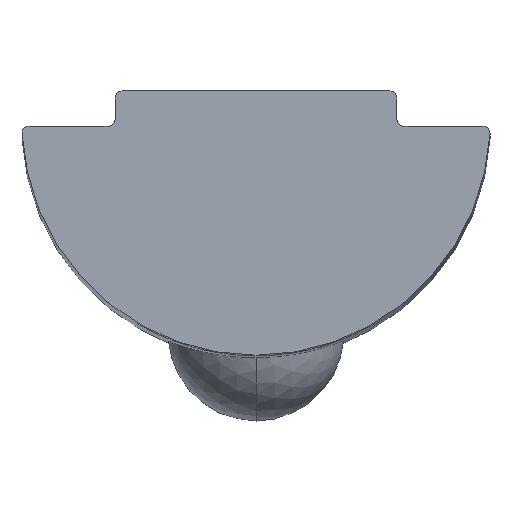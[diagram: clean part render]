
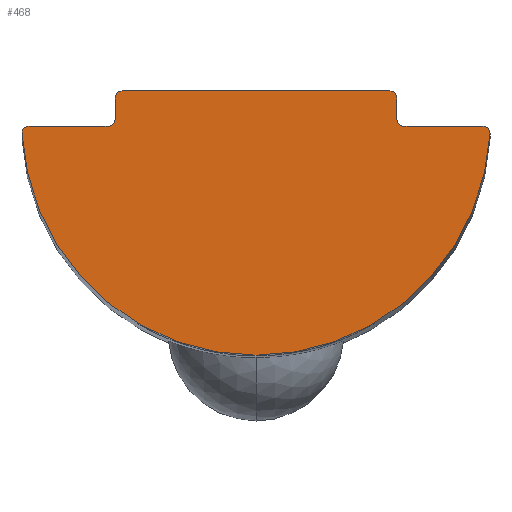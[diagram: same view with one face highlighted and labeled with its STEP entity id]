
A CAD part, top view. The second image highlights one B-rep face of the part: STEP entity #468.
In plain terms, the highlighted planar face has unit normal (0, 0, 1).
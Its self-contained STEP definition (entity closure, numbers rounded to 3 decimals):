
#124 = DIRECTION ( 'NONE',  ( 1., 0., 0. ) ) ;
#125 = DIRECTION ( 'NONE',  ( 0., 0., 1. ) ) ;
#126 = CARTESIAN_POINT ( 'NONE',  ( 0., 0.152, 80. ) ) ;
#240 = DIRECTION ( 'NONE',  ( 1., 0., 0. ) ) ;
#265 = DIRECTION ( 'NONE',  ( 1., 0., 0. ) ) ;
#266 = DIRECTION ( 'NONE',  ( 0., 0., 1. ) ) ;
#267 = CARTESIAN_POINT ( 'NONE',  ( -6.442, -0.2, 80. ) ) ;
#271 = DIRECTION ( 'NONE',  ( 0., 0., 1. ) ) ;
#276 = PLANE ( 'NONE',  #880 ) ;
#303 = CARTESIAN_POINT ( 'NONE',  ( -6.642, -0.2, 80. ) ) ;
#305 = CARTESIAN_POINT ( 'NONE',  ( -6.642, -0.211, 80. ) ) ;
#307 = CARTESIAN_POINT ( 'NONE',  ( 6.642, -0.211, 80. ) ) ;
#319 = CARTESIAN_POINT ( 'NONE',  ( 6.442, 0., 80. ) ) ;
#320 = CARTESIAN_POINT ( 'NONE',  ( 4.2, 0., 80. ) ) ;
#323 = CARTESIAN_POINT ( 'NONE',  ( 4., 0.2, 80. ) ) ;
#324 = CARTESIAN_POINT ( 'NONE',  ( 4., 0.8, 80. ) ) ;
#326 = CARTESIAN_POINT ( 'NONE',  ( 3.8, 1., 80. ) ) ;
#329 = CARTESIAN_POINT ( 'NONE',  ( -4., 0.8, 80. ) ) ;
#330 = CARTESIAN_POINT ( 'NONE',  ( -6.442, 0., 80. ) ) ;
#331 = CARTESIAN_POINT ( 'NONE',  ( -3.8, 1., 80. ) ) ;
#332 = CARTESIAN_POINT ( 'NONE',  ( -4.2, 0., 80. ) ) ;
#339 = CARTESIAN_POINT ( 'NONE',  ( -4., 0.2, 80. ) ) ;
#369 = CARTESIAN_POINT ( 'NONE',  ( 0., 0.152, 80. ) ) ;
#391 = DIRECTION ( 'NONE',  ( 0., 1., 0. ) ) ;
#395 = CARTESIAN_POINT ( 'NONE',  ( 4., 1., 80. ) ) ;
#404 = DIRECTION ( 'NONE',  ( 1., 0., 0. ) ) ;
#405 = DIRECTION ( 'NONE',  ( 0., 0., 1. ) ) ;
#406 = CARTESIAN_POINT ( 'NONE',  ( 3.8, 0.8, 80. ) ) ;
#408 = DIRECTION ( 'NONE',  ( 1., 0., 0. ) ) ;
#409 = DIRECTION ( 'NONE',  ( 0., 0., -1. ) ) ;
#410 = CARTESIAN_POINT ( 'NONE',  ( 4.2, 0.2, 80. ) ) ;
#411 = DIRECTION ( 'NONE',  ( 1., 0., 0. ) ) ;
#412 = DIRECTION ( 'NONE',  ( 0., 0., 1. ) ) ;
#413 = CARTESIAN_POINT ( 'NONE',  ( 6.442, -0.2, 80. ) ) ;
#414 = DIRECTION ( 'NONE',  ( 1., 0., 0. ) ) ;
#415 = DIRECTION ( 'NONE',  ( 0., 0., 1. ) ) ;
#416 = CARTESIAN_POINT ( 'NONE',  ( -6.442, -0.2, 80. ) ) ;
#418 = DIRECTION ( 'NONE',  ( 1., 0., 0. ) ) ;
#419 = DIRECTION ( 'NONE',  ( 0., 0., -1. ) ) ;
#420 = CARTESIAN_POINT ( 'NONE',  ( -4.2, 0.2, 80. ) ) ;
#421 = DIRECTION ( 'NONE',  ( 1., 0., 0. ) ) ;
#423 = DIRECTION ( 'NONE',  ( 0., 0., 1. ) ) ;
#424 = CARTESIAN_POINT ( 'NONE',  ( -3.8, 0.8, 80. ) ) ;
#437 = DIRECTION ( 'NONE',  ( -1., 0., 0. ) ) ;
#439 = CARTESIAN_POINT ( 'NONE',  ( -6.65, 0., 80. ) ) ;
#443 = DIRECTION ( 'NONE',  ( -1., 0., 0. ) ) ;
#444 = DIRECTION ( 'NONE',  ( 0., -1., 0. ) ) ;
#445 = CARTESIAN_POINT ( 'NONE',  ( -4., 0., 80. ) ) ;
#446 = CARTESIAN_POINT ( 'NONE',  ( 4., 0., 80. ) ) ;
#455 = DIRECTION ( 'NONE',  ( -1., 0., 0. ) ) ;
#456 = CARTESIAN_POINT ( 'NONE',  ( -4., 1., 80. ) ) ;
#468 = ADVANCED_FACE ( 'NONE', ( #622 ), #276, .T. ) ;
#526 = CIRCLE ( 'NONE', #836, 0.2 ) ;
#527 = CIRCLE ( 'NONE', #837, 0.2 ) ;
#528 = CIRCLE ( 'NONE', #838, 0.2 ) ;
#530 = CIRCLE ( 'NONE', #839, 0.2 ) ;
#531 = CIRCLE ( 'NONE', #840, 0.2 ) ;
#533 = CIRCLE ( 'NONE', #841, 0.2 ) ;
#537 = VECTOR ( 'NONE', #437, 1000. ) ;
#540 = LINE ( 'NONE', #439, #537 ) ;
#541 = VECTOR ( 'NONE', #444, 1000. ) ;
#544 = LINE ( 'NONE', #445, #541 ) ;
#549 = VECTOR ( 'NONE', #455, 1000. ) ;
#552 = LINE ( 'NONE', #456, #549 ) ;
#559 = VECTOR ( 'NONE', #391, 1000. ) ;
#562 = LINE ( 'NONE', #395, #559 ) ;
#567 = VECTOR ( 'NONE', #443, 1000. ) ;
#570 = LINE ( 'NONE', #446, #567 ) ;
#581 = CIRCLE ( 'NONE', #845, 6.652 ) ;
#589 = CIRCLE ( 'NONE', #850, 0.2 ) ;
#622 = FACE_OUTER_BOUND ( 'NONE', #811, .T. ) ;
#698 = ORIENTED_EDGE ( 'NONE', *, *, #916, .T. ) ;
#699 = ORIENTED_EDGE ( 'NONE', *, *, #926, .T. ) ;
#700 = ORIENTED_EDGE ( 'NONE', *, *, #920, .T. ) ;
#701 = ORIENTED_EDGE ( 'NONE', *, *, #927, .T. ) ;
#702 = ORIENTED_EDGE ( 'NONE', *, *, #922, .T. ) ;
#703 = ORIENTED_EDGE ( 'NONE', *, *, #928, .T. ) ;
#704 = ORIENTED_EDGE ( 'NONE', *, *, #887, .T. ) ;
#705 = ORIENTED_EDGE ( 'NONE', *, *, #898, .T. ) ;
#706 = ORIENTED_EDGE ( 'NONE', *, *, #929, .T. ) ;
#707 = ORIENTED_EDGE ( 'NONE', *, *, #906, .T. ) ;
#708 = ORIENTED_EDGE ( 'NONE', *, *, #930, .T. ) ;
#709 = ORIENTED_EDGE ( 'NONE', *, *, #910, .T. ) ;
#710 = ORIENTED_EDGE ( 'NONE', *, *, #931, .T. ) ;
#755 = VERTEX_POINT ( 'NONE', #330 ) ;
#756 = VERTEX_POINT ( 'NONE', #339 ) ;
#757 = VERTEX_POINT ( 'NONE', #329 ) ;
#758 = VERTEX_POINT ( 'NONE', #332 ) ;
#760 = VERTEX_POINT ( 'NONE', #331 ) ;
#761 = VERTEX_POINT ( 'NONE', #326 ) ;
#762 = VERTEX_POINT ( 'NONE', #324 ) ;
#763 = VERTEX_POINT ( 'NONE', #323 ) ;
#766 = VERTEX_POINT ( 'NONE', #320 ) ;
#767 = VERTEX_POINT ( 'NONE', #319 ) ;
#776 = VERTEX_POINT ( 'NONE', #307 ) ;
#778 = VERTEX_POINT ( 'NONE', #305 ) ;
#780 = VERTEX_POINT ( 'NONE', #303 ) ;
#811 = EDGE_LOOP ( 'NONE', ( #698, #699, #700, #701, #702, #703, #704, #705, #706, #707, #708, #709, #710 ) ) ;
#836 = AXIS2_PLACEMENT_3D ( 'NONE', #406, #405, #404 ) ;
#837 = AXIS2_PLACEMENT_3D ( 'NONE', #410, #409, #408 ) ;
#838 = AXIS2_PLACEMENT_3D ( 'NONE', #413, #412, #411 ) ;
#839 = AXIS2_PLACEMENT_3D ( 'NONE', #416, #415, #414 ) ;
#840 = AXIS2_PLACEMENT_3D ( 'NONE', #420, #419, #418 ) ;
#841 = AXIS2_PLACEMENT_3D ( 'NONE', #424, #423, #421 ) ;
#845 = AXIS2_PLACEMENT_3D ( 'NONE', #126, #125, #124 ) ;
#850 = AXIS2_PLACEMENT_3D ( 'NONE', #267, #266, #265 ) ;
#880 = AXIS2_PLACEMENT_3D ( 'NONE', #369, #271, #240 ) ;
#887 = EDGE_CURVE ( 'NONE', #780, #778, #589, .T. ) ;
#898 = EDGE_CURVE ( 'NONE', #778, #776, #581, .T. ) ;
#906 = EDGE_CURVE ( 'NONE', #767, #766, #570, .T. ) ;
#910 = EDGE_CURVE ( 'NONE', #763, #762, #562, .T. ) ;
#916 = EDGE_CURVE ( 'NONE', #761, #760, #552, .T. ) ;
#920 = EDGE_CURVE ( 'NONE', #757, #756, #544, .T. ) ;
#922 = EDGE_CURVE ( 'NONE', #758, #755, #540, .T. ) ;
#926 = EDGE_CURVE ( 'NONE', #760, #757, #533, .T. ) ;
#927 = EDGE_CURVE ( 'NONE', #756, #758, #531, .T. ) ;
#928 = EDGE_CURVE ( 'NONE', #755, #780, #530, .T. ) ;
#929 = EDGE_CURVE ( 'NONE', #776, #767, #528, .T. ) ;
#930 = EDGE_CURVE ( 'NONE', #766, #763, #527, .T. ) ;
#931 = EDGE_CURVE ( 'NONE', #762, #761, #526, .T. ) ;
